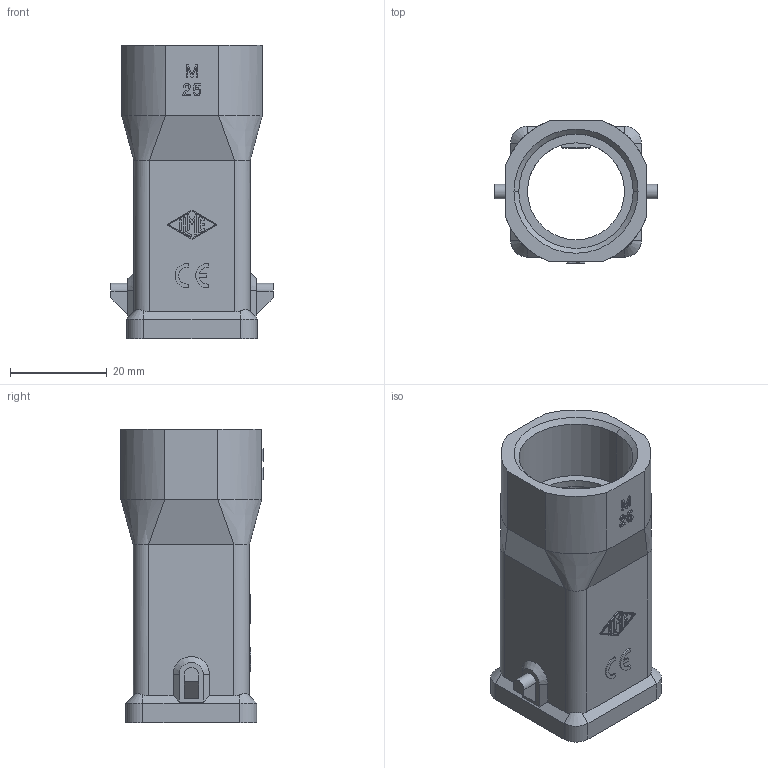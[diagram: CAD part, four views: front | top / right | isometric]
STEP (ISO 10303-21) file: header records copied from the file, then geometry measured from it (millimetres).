
FILE_DESCRIPTION(('Creo Elements/Direct Modeling STEP Export'),'2;1');
FILE_NAME('0ln7uvk4q86qjfb2152','2019-04-16T13:42:28',(''),(''),'PTC Creo Elements/Direct Modeling STEP processor for AP214 (Solid Model)','PTC Creo Elements/Direct Modeling 19.0E 27-Jun-2016 (C) Parametric Technology GmbH','');
FILE_SCHEMA(('AUTOMOTIVE_DESIGN { 1 0 10303 214 1 1 1 1 }'));
Length unit declared in the file: millimetre
Products named in the file (3): MKAG_V25_54215; MKAG_V25.stp
Assembly tree (2 placements, depth 3):
  MKAG_V25.stp
    MKAG_V25_54215
      MKAG_V25_54215
Bounding box: 33.5 x 29.3 x 60.5 mm (x, y, z)
Volume: 11070 mm3; surface area: 12044.5 mm2
Topology: 1 solids, 1 shells, 301 faces, 832 edges, 550 vertices
Faces by surface type: plane 226, cylinder 60, cone 11, bspline 4
Entity records: 12129 total; most frequent: CARTESIAN_POINT 2043, ORIENTED_EDGE 1664, DIRECTION 1544, EDGE_CURVE 832, VECTOR 676, LINE 676, VERTEX_POINT 550, AXIS2_PLACEMENT_3D 434
